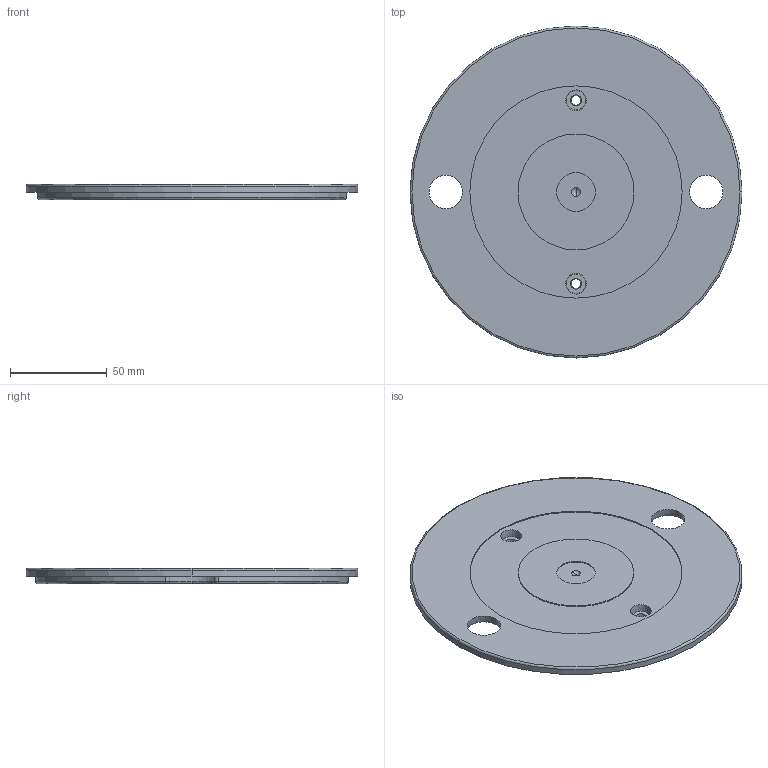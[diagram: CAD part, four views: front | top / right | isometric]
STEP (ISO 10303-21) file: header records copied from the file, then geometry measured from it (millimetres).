
FILE_DESCRIPTION (( 'STEP AP214' ), '1' );
FILE_NAME ('098ag175b.STEP', '2014-08-13T09:03:27', ( '' ), ( '' ), 'SwSTEP 2.0', 'SolidWorks 2014', '' );
FILE_SCHEMA (( 'AUTOMOTIVE_DESIGN' ));
Length unit declared in the file: millimetre
Products named in the file (1): 098ag175b
Bounding box: 172 x 172 x 8 mm (x, y, z)
Volume: 158073.9 mm3; surface area: 51017.7 mm2
Topology: 1 solids, 1 shells, 69 faces, 156 edges, 97 vertices
Faces by surface type: torus 23, cylinder 23, cone 12, plane 9, sphere 2
Entity records: 2033 total; most frequent: DIRECTION 417, CARTESIAN_POINT 323, ORIENTED_EDGE 312, AXIS2_PLACEMENT_3D 191, EDGE_CURVE 156, CIRCLE 121, VERTEX_POINT 97, EDGE_LOOP 85
